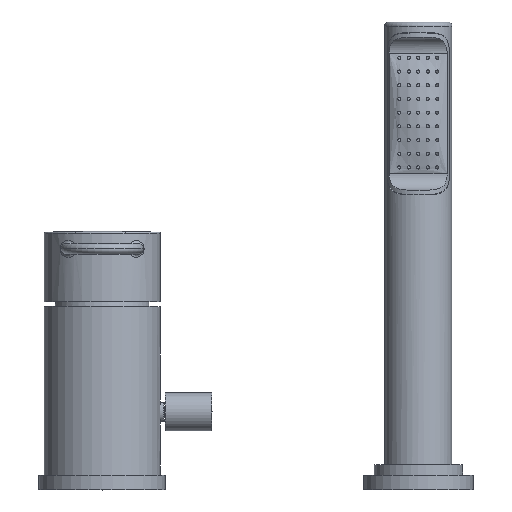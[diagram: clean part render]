
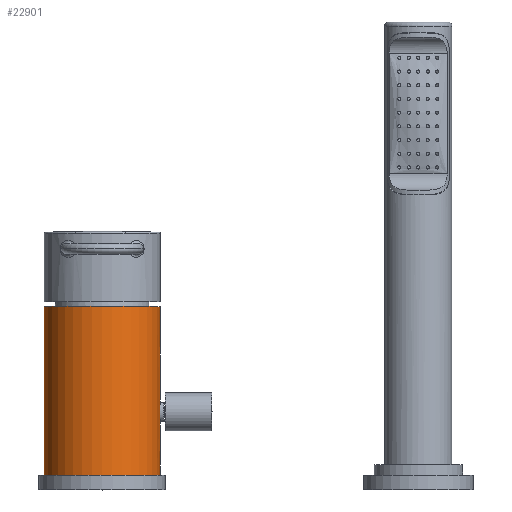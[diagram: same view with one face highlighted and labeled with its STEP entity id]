
A CAD part, top view. The second image highlights one B-rep face of the part: STEP entity #22901.
In plain terms, the highlighted cylindrical face has radius 27.5 mm (diameter 55 mm), a partial arc.
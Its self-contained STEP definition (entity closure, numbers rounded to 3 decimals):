
#7924=DIRECTION('',(0.,1.,0.));
#7925=VECTOR('',#7924,23.592);
#7926=CARTESIAN_POINT('',(27.5,0.,0.));
#7927=LINE('',#7926,#7925);
#7928=CARTESIAN_POINT('',(27.5,23.592,0.));
#8034=CARTESIAN_POINT('',(27.5,36.408,0.));
#8036=DIRECTION('',(0.,1.,0.));
#8037=VECTOR('',#8036,43.592);
#8038=CARTESIAN_POINT('',(27.5,36.408,0.));
#8039=LINE('',#8038,#8037);
#8040=CARTESIAN_POINT('',(0.,0.,0.));
#8041=DIRECTION('',(0.,1.,0.));
#8042=DIRECTION('',(-1.,0.,0.));
#8043=AXIS2_PLACEMENT_3D('',#8040,#8041,#8042);
#8045=DIRECTION('',(0.,1.,0.));
#8046=VECTOR('',#8045,80.);
#8047=CARTESIAN_POINT('',(-27.5,0.,0.));
#8048=LINE('',#8047,#8046);
#8049=CARTESIAN_POINT('',(27.5,36.408,0.));
#8050=CARTESIAN_POINT('',(27.5,36.27,0.11));
#8051=CARTESIAN_POINT('',(27.499,35.989,0.324));
#8052=CARTESIAN_POINT('',(27.493,35.55,0.623));
#8053=CARTESIAN_POINT('',(27.486,35.094,0.9));
#8054=CARTESIAN_POINT('',(27.476,34.625,1.152));
#8055=CARTESIAN_POINT('',(27.466,34.143,1.381));
#8056=CARTESIAN_POINT('',(27.455,33.649,1.583));
#8057=CARTESIAN_POINT('',(27.444,33.146,1.76));
#8058=CARTESIAN_POINT('',(27.434,32.634,1.911));
#8059=CARTESIAN_POINT('',(27.425,32.115,2.034));
#8060=CARTESIAN_POINT('',(27.417,31.591,2.13));
#8061=CARTESIAN_POINT('',(27.412,31.063,2.199));
#8062=CARTESIAN_POINT('',(27.409,30.532,2.241));
#8063=CARTESIAN_POINT('',(27.408,30.178,2.25));
#8064=CARTESIAN_POINT('',(27.408,30.,2.25));
#8066=CARTESIAN_POINT('',(27.5,23.592,0.));
#8067=CARTESIAN_POINT('',(27.5,23.73,0.11));
#8068=CARTESIAN_POINT('',(27.499,24.011,0.324));
#8069=CARTESIAN_POINT('',(27.493,24.45,0.623));
#8070=CARTESIAN_POINT('',(27.486,24.906,0.9));
#8071=CARTESIAN_POINT('',(27.476,25.375,1.152));
#8072=CARTESIAN_POINT('',(27.466,25.857,1.381));
#8073=CARTESIAN_POINT('',(27.455,26.351,1.583));
#8074=CARTESIAN_POINT('',(27.444,26.854,1.76));
#8075=CARTESIAN_POINT('',(27.434,27.366,1.911));
#8076=CARTESIAN_POINT('',(27.425,27.885,2.034));
#8077=CARTESIAN_POINT('',(27.417,28.409,2.13));
#8078=CARTESIAN_POINT('',(27.412,28.937,2.199));
#8079=CARTESIAN_POINT('',(27.409,29.468,2.241));
#8080=CARTESIAN_POINT('',(27.408,29.822,2.25));
#8081=CARTESIAN_POINT('',(27.408,30.,2.25));
#8088=CARTESIAN_POINT('',(0.,80.,0.));
#8089=DIRECTION('',(0.,1.,0.));
#8090=DIRECTION('',(-1.,0.,0.));
#8091=AXIS2_PLACEMENT_3D('',#8088,#8089,#8090);
#10414=CARTESIAN_POINT('',(27.5,80.,0.));
#10415=CARTESIAN_POINT('',(-27.5,80.,0.));
#10416=VERTEX_POINT('',#10414);
#10417=VERTEX_POINT('',#10415);
#10423=VERTEX_POINT('',#8034);
#10424=VERTEX_POINT('',#7928);
#10425=VERTEX_POINT('',#8064);
#11511=CARTESIAN_POINT('',(27.5,0.,0.));
#11512=CARTESIAN_POINT('',(-27.5,0.,0.));
#11513=VERTEX_POINT('',#11511);
#11514=VERTEX_POINT('',#11512);
#22884=CARTESIAN_POINT('',(0.,0.,0.));
#22885=DIRECTION('',(0.,1.,0.));
#22886=DIRECTION('',(1.,0.,0.));
#22887=AXIS2_PLACEMENT_3D('',#22884,#22885,#22886);
#22888=CYLINDRICAL_SURFACE('',#22887,27.5);
#22889=ORIENTED_EDGE('',*,*,#22844,.F.);
#22890=ORIENTED_EDGE('',*,*,#22872,.T.);
#22892=ORIENTED_EDGE('',*,*,#22891,.T.);
#22893=ORIENTED_EDGE('',*,*,#22868,.F.);
#22895=ORIENTED_EDGE('',*,*,#22894,.T.);
#22897=ORIENTED_EDGE('',*,*,#22896,.F.);
#22898=ORIENTED_EDGE('',*,*,#22862,.F.);
#22899=EDGE_LOOP('',(#22889,#22890,#22892,#22893,#22895,#22897,#22898));
#22900=FACE_OUTER_BOUND('',#22899,.F.);
#22901=ADVANCED_FACE('',(#22900),#22888,.T.);
#8044=CIRCLE('',#8043,27.5);
#8065=B_SPLINE_CURVE_WITH_KNOTS('',3,(#8049,#8050,#8051,#8052,#8053,#8054,#8055,
#8056,#8057,#8058,#8059,#8060,#8061,#8062,#8063,#8064),.UNSPECIFIED.,.F.,.F.,(4,
1,1,1,1,1,1,1,1,1,1,1,1,4),(0.,0.077,0.154,
0.231,0.308,0.385,0.462,
0.538,0.615,0.692,0.769,
0.846,0.923,1.),.UNSPECIFIED.);
#8082=B_SPLINE_CURVE_WITH_KNOTS('',3,(#8066,#8067,#8068,#8069,#8070,#8071,#8072,
#8073,#8074,#8075,#8076,#8077,#8078,#8079,#8080,#8081),.UNSPECIFIED.,.F.,.F.,(4,
1,1,1,1,1,1,1,1,1,1,1,1,4),(0.,0.077,0.154,
0.231,0.308,0.385,0.462,
0.538,0.615,0.692,0.769,
0.846,0.923,1.),.UNSPECIFIED.);
#8092=CIRCLE('',#8091,27.5);
#22844=EDGE_CURVE('',#11514,#11513,#8044,.T.);
#22862=EDGE_CURVE('',#11513,#10424,#7927,.T.);
#22868=EDGE_CURVE('',#10423,#10416,#8039,.T.);
#22872=EDGE_CURVE('',#11514,#10417,#8048,.T.);
#22891=EDGE_CURVE('',#10417,#10416,#8092,.T.);
#22894=EDGE_CURVE('',#10423,#10425,#8065,.T.);
#22896=EDGE_CURVE('',#10424,#10425,#8082,.T.);
